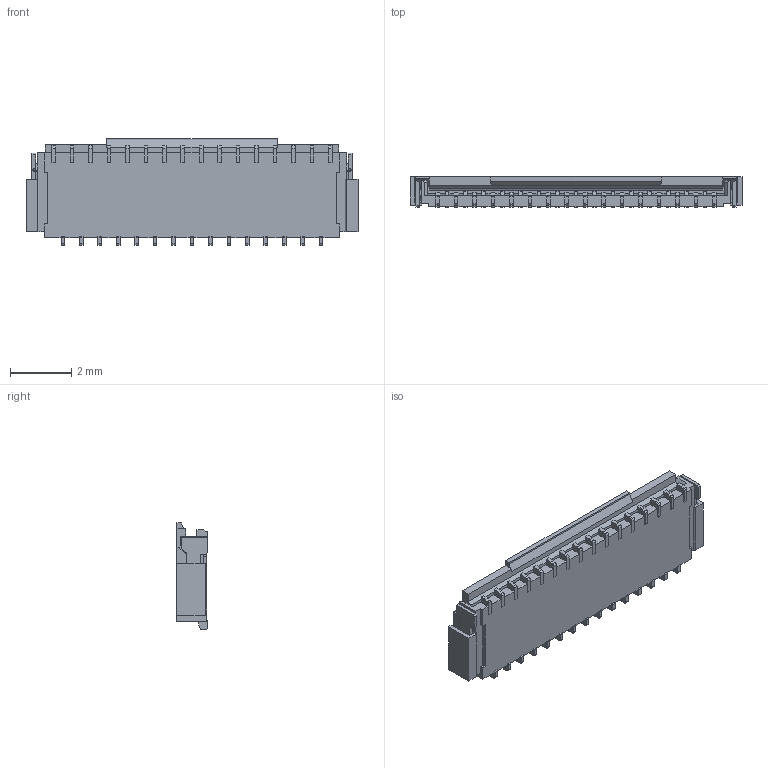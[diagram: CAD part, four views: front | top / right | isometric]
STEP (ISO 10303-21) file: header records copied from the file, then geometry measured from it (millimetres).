
FILE_DESCRIPTION((''),'2;1');
FILE_NAME('C-3-2328724-1','2018-05-15T',('workeradm'),('TE Connectivity Ltd.'),'CREO PARAMETRIC BY PTC INC, 2016050','CREO PARAMETRIC BY PTC INC, 2016050','');
FILE_SCHEMA(('AUTOMOTIVE_DESIGN { 1 0 10303 214 1 1 1 1 }'));
Length unit declared in the file: millimetre
Products named in the file (1): C-3-2328724-1
Bounding box: 10.8 x 1 x 3.48 mm (x, y, z)
Volume: 23.5 mm3; surface area: 151.3 mm2
Topology: 1 solids, 1 shells, 1013 faces, 3050 edges, 2006 vertices
Faces by surface type: plane 746, cylinder 267
Entity records: 34314 total; most frequent: CARTESIAN_POINT 6205, ORIENTED_EDGE 6100, DIRECTION 5578, EDGE_CURVE 3050, VECTOR 2480, LINE 2480, VERTEX_POINT 2006, AXIS2_PLACEMENT_3D 1549
